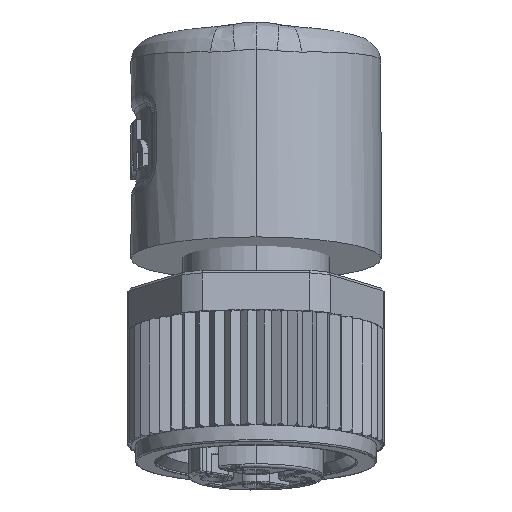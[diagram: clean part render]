
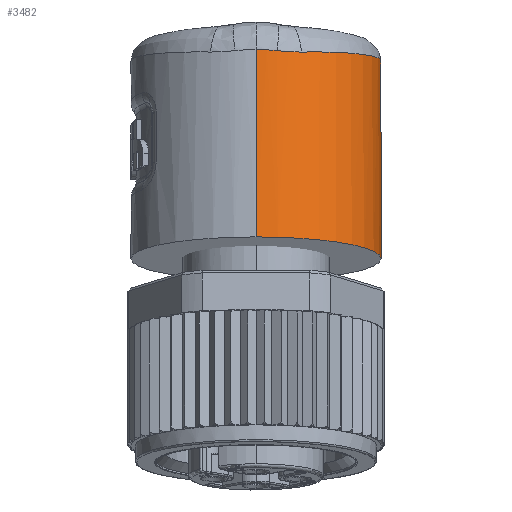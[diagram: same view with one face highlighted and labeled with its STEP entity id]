
A CAD part, front view. The second image highlights one B-rep face of the part: STEP entity #3482.
In plain terms, the highlighted cylindrical face has radius 7.5 mm (diameter 15 mm), a partial arc.
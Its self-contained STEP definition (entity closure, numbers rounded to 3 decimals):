
#3482=ADVANCED_FACE('',(#6986),#6987,.T.);
#6986=FACE_OUTER_BOUND('',#22573,.T.);
#6987=CYLINDRICAL_SURFACE('',#22574,7.5);
#22573=EDGE_LOOP('',(#34019,#34020,#34021,#34022,#34023,#34024,#34025,#34026,#34027,#34028,#34029));
#22574=AXIS2_PLACEMENT_3D('',#34030,#34031,#34032);
#34019=ORIENTED_EDGE('',*,*,#38183,.F.);
#34020=ORIENTED_EDGE('',*,*,#38187,.F.);
#34021=ORIENTED_EDGE('',*,*,#38324,.F.);
#34022=ORIENTED_EDGE('',*,*,#38325,.F.);
#34023=ORIENTED_EDGE('',*,*,#38326,.F.);
#34024=ORIENTED_EDGE('',*,*,#38189,.F.);
#34025=ORIENTED_EDGE('',*,*,#38179,.F.);
#34026=ORIENTED_EDGE('',*,*,#38327,.F.);
#34027=ORIENTED_EDGE('',*,*,#38234,.T.);
#34028=ORIENTED_EDGE('',*,*,#38328,.T.);
#34029=ORIENTED_EDGE('',*,*,#38176,.F.);
#34030=CARTESIAN_POINT('',(0.0,6.646,-7.682));
#34031=DIRECTION('',(0.0,-0.174,-0.985));
#34032=DIRECTION('',(0.0,-0.985,0.174));
#38176=EDGE_CURVE('',#43860,#43856,#43862,.T.);
#38179=EDGE_CURVE('',#43864,#43866,#43867,.T.);
#38183=EDGE_CURVE('',#43870,#43860,#43872,.T.);
#38187=EDGE_CURVE('',#43876,#43870,#43878,.T.);
#38189=EDGE_CURVE('',#43866,#43880,#43881,.T.);
#38234=EDGE_CURVE('',#43941,#43940,#43943,.T.);
#38324=EDGE_CURVE('',#44069,#43876,#44070,.T.);
#38325=EDGE_CURVE('',#44071,#44069,#44072,.T.);
#38326=EDGE_CURVE('',#43880,#44071,#44073,.T.);
#38327=EDGE_CURVE('',#43941,#43864,#44074,.T.);
#38328=EDGE_CURVE('',#43940,#43856,#44075,.T.);
#43856=VERTEX_POINT('',#55381);
#43860=VERTEX_POINT('',#55409);
#43862=B_SPLINE_CURVE_WITH_KNOTS('',3,(#55415,#55416,#55417,#55418,#55419,#55420,#55421,#55422,#55423,#55424,#55425,#55426,#55427,#55428,#55429,#55430,#55431,#55432,#55433,#55434,#55435,#55436),.UNSPECIFIED.,.F.,.F.,(4,1,1,1,1,1,1,1,1,1,1,1,1,1,1,1,1,1,1,4),(0.0,0.053,0.105,0.158,0.211,0.263,0.316,0.368,0.421,0.474,0.526,0.579,0.632,0.684,0.737,0.789,0.842,0.895,0.947,1.0),.UNSPECIFIED.);
#43864=VERTEX_POINT('',#55438);
#43866=VERTEX_POINT('',#55446);
#43867=B_SPLINE_CURVE_WITH_KNOTS('',3,(#55447,#55448,#55449,#55450,#55451,#55452,#55453,#55454),.UNSPECIFIED.,.F.,.F.,(4,1,1,1,1,4),(0.0,0.203,0.406,0.606,0.804,1.0),.UNSPECIFIED.);
#43870=VERTEX_POINT('',#55463);
#43872=B_SPLINE_CURVE_WITH_KNOTS('',3,(#55468,#55469,#55470,#55471,#55472,#55473),.UNSPECIFIED.,.F.,.F.,(4,1,1,4),(0.0,0.333,0.667,1.0),.UNSPECIFIED.);
#43876=VERTEX_POINT('',#55482);
#43878=B_SPLINE_CURVE_WITH_KNOTS('',3,(#55487,#55488,#55489,#55490,#55491,#55492),.UNSPECIFIED.,.F.,.F.,(4,1,1,4),(0.0,0.333,0.667,1.0),.UNSPECIFIED.);
#43880=VERTEX_POINT('',#55494);
#43881=B_SPLINE_CURVE_WITH_KNOTS('',3,(#55495,#55496,#55497,#55498,#55499,#55500),.UNSPECIFIED.,.F.,.F.,(4,1,1,4),(0.0,0.333,0.667,1.0),.UNSPECIFIED.);
#43940=VERTEX_POINT('',#55689);
#43941=VERTEX_POINT('',#55690);
#43943=CIRCLE('',#55692,7.5);
#44069=VERTEX_POINT('',#56403);
#44070=B_SPLINE_CURVE_WITH_KNOTS('',3,(#56404,#56405,#56406,#56407,#56408,#56409),.UNSPECIFIED.,.F.,.F.,(4,1,1,4),(0.0,0.333,0.667,1.0),.UNSPECIFIED.);
#44071=VERTEX_POINT('',#56410);
#44072=B_SPLINE_CURVE_WITH_KNOTS('',3,(#56411,#56412,#56413,#56414,#56415,#56416),.UNSPECIFIED.,.F.,.F.,(4,1,1,4),(0.0,0.333,0.667,1.0),.UNSPECIFIED.);
#44073=B_SPLINE_CURVE_WITH_KNOTS('',3,(#56417,#56418,#56419,#56420,#56421,#56422,#56423,#56424,#56425,#56426,#56427,#56428,#56429,#56430,#56431),.UNSPECIFIED.,.F.,.F.,(4,1,1,1,1,1,1,1,1,1,1,1,4),(0.0,0.083,0.167,0.25,0.333,0.417,0.5,0.583,0.667,0.75,0.833,0.917,1.0),.UNSPECIFIED.);
#44074=LINE('',#56432,#56433);
#44075=LINE('',#56434,#56435);
#55381=CARTESIAN_POINT('',(0.,14.348,-7.187));
#55409=CARTESIAN_POINT('',(6.536,11.568,-0.949));
#55415=CARTESIAN_POINT('',(6.536,11.568,-0.949));
#55416=CARTESIAN_POINT('',(6.52,11.574,-1.077));
#55417=CARTESIAN_POINT('',(6.481,11.598,-1.342));
#55418=CARTESIAN_POINT('',(6.394,11.67,-1.769));
#55419=CARTESIAN_POINT('',(6.273,11.784,-2.227));
#55420=CARTESIAN_POINT('',(6.109,11.942,-2.719));
#55421=CARTESIAN_POINT('',(5.893,12.145,-3.24));
#55422=CARTESIAN_POINT('',(5.622,12.382,-3.772));
#55423=CARTESIAN_POINT('',(5.296,12.642,-4.298));
#55424=CARTESIAN_POINT('',(4.928,12.904,-4.791));
#55425=CARTESIAN_POINT('',(4.528,13.155,-5.239));
#55426=CARTESIAN_POINT('',(4.105,13.387,-5.637));
#55427=CARTESIAN_POINT('',(3.667,13.595,-5.984));
#55428=CARTESIAN_POINT('',(3.219,13.777,-6.282));
#55429=CARTESIAN_POINT('',(2.764,13.934,-6.534));
#55430=CARTESIAN_POINT('',(2.305,14.064,-6.741));
#55431=CARTESIAN_POINT('',(1.844,14.169,-6.907));
#55432=CARTESIAN_POINT('',(1.381,14.25,-7.034));
#55433=CARTESIAN_POINT('',(0.918,14.307,-7.123));
#55434=CARTESIAN_POINT('',(0.457,14.341,-7.175));
#55435=CARTESIAN_POINT('',(0.152,14.348,-7.187));
#55436=CARTESIAN_POINT('',(0.,14.348,-7.187));
#55438=CARTESIAN_POINT('',(0.,1.239,4.847));
#55446=CARTESIAN_POINT('',(1.266,1.337,4.784));
#55447=CARTESIAN_POINT('',(0.,1.239,4.847));
#55448=CARTESIAN_POINT('',(0.086,1.239,4.847));
#55449=CARTESIAN_POINT('',(0.259,1.242,4.846));
#55450=CARTESIAN_POINT('',(0.516,1.254,4.839));
#55451=CARTESIAN_POINT('',(0.769,1.274,4.828));
#55452=CARTESIAN_POINT('',(1.019,1.302,4.81));
#55453=CARTESIAN_POINT('',(1.184,1.325,4.794));
#55454=CARTESIAN_POINT('',(1.266,1.337,4.784));
#55463=CARTESIAN_POINT('',(6.569,11.604,-0.401));
#55468=CARTESIAN_POINT('',(6.569,11.604,-0.401));
#55469=CARTESIAN_POINT('',(6.569,11.594,-0.458));
#55470=CARTESIAN_POINT('',(6.568,11.576,-0.576));
#55471=CARTESIAN_POINT('',(6.557,11.563,-0.758));
#55472=CARTESIAN_POINT('',(6.544,11.565,-0.885));
#55473=CARTESIAN_POINT('',(6.536,11.568,-0.949));
#55482=CARTESIAN_POINT('',(6.561,11.795,0.599));
#55487=CARTESIAN_POINT('',(6.561,11.795,0.599));
#55488=CARTESIAN_POINT('',(6.562,11.774,0.488));
#55489=CARTESIAN_POINT('',(6.564,11.732,0.266));
#55490=CARTESIAN_POINT('',(6.567,11.667,-0.067));
#55491=CARTESIAN_POINT('',(6.568,11.625,-0.29));
#55492=CARTESIAN_POINT('',(6.569,11.604,-0.401));
#55494=CARTESIAN_POINT('',(2.72,1.732,4.701));
#55495=CARTESIAN_POINT('',(1.266,1.337,4.784));
#55496=CARTESIAN_POINT('',(1.44,1.364,4.765));
#55497=CARTESIAN_POINT('',(1.781,1.43,4.731));
#55498=CARTESIAN_POINT('',(2.267,1.564,4.702));
#55499=CARTESIAN_POINT('',(2.572,1.673,4.699));
#55500=CARTESIAN_POINT('',(2.72,1.732,4.701));
#55689=CARTESIAN_POINT('',(0.,14.032,-8.984));
#55690=CARTESIAN_POINT('',(0.0,-0.741,-6.379));
#55692=AXIS2_PLACEMENT_3D('',#62386,#62387,#62388);
#56403=CARTESIAN_POINT('',(6.507,12.012,1.274));
#56404=CARTESIAN_POINT('',(6.507,12.012,1.274));
#56405=CARTESIAN_POINT('',(6.519,11.977,1.194));
#56406=CARTESIAN_POINT('',(6.539,11.913,1.038));
#56407=CARTESIAN_POINT('',(6.556,11.841,0.812));
#56408=CARTESIAN_POINT('',(6.561,11.808,0.669));
#56409=CARTESIAN_POINT('',(6.561,11.795,0.599));
#56410=CARTESIAN_POINT('',(5.818,13.425,3.511));
#56411=CARTESIAN_POINT('',(5.818,13.425,3.511));
#56412=CARTESIAN_POINT('',(5.945,13.22,3.248));
#56413=CARTESIAN_POINT('',(6.158,12.838,2.731));
#56414=CARTESIAN_POINT('',(6.378,12.363,1.986));
#56415=CARTESIAN_POINT('',(6.471,12.117,1.509));
#56416=CARTESIAN_POINT('',(6.507,12.012,1.274));
#56417=CARTESIAN_POINT('',(2.72,1.732,4.701));
#56418=CARTESIAN_POINT('',(3.086,1.877,4.707));
#56419=CARTESIAN_POINT('',(3.796,2.226,4.71));
#56420=CARTESIAN_POINT('',(4.763,2.904,4.689));
#56421=CARTESIAN_POINT('',(5.613,3.722,4.644));
#56422=CARTESIAN_POINT('',(6.321,4.651,4.577));
#56423=CARTESIAN_POINT('',(6.89,5.702,4.488));
#56424=CARTESIAN_POINT('',(7.282,6.819,4.381));
#56425=CARTESIAN_POINT('',(7.492,7.984,4.257));
#56426=CARTESIAN_POINT('',(7.52,9.138,4.124));
#56427=CARTESIAN_POINT('',(7.361,10.32,3.976));
#56428=CARTESIAN_POINT('',(7.019,11.445,3.823));
#56429=CARTESIAN_POINT('',(6.508,12.494,3.667));
#56430=CARTESIAN_POINT('',(6.063,13.128,3.563));
#56431=CARTESIAN_POINT('',(5.818,13.425,3.511));
#56432=CARTESIAN_POINT('',(0.0,-0.741,-6.379));
#56433=VECTOR('',#62408,11.4);
#56434=CARTESIAN_POINT('',(0.,14.032,-8.984));
#56435=VECTOR('',#62409,1.825);
#62386=CARTESIAN_POINT('',(0.0,6.646,-7.682));
#62387=DIRECTION('',(0.0,0.174,0.985));
#62388=DIRECTION('',(0.0,-0.985,0.174));
#62408=DIRECTION('',(0.,0.174,0.985));
#62409=DIRECTION('',(0.,0.174,0.985));
